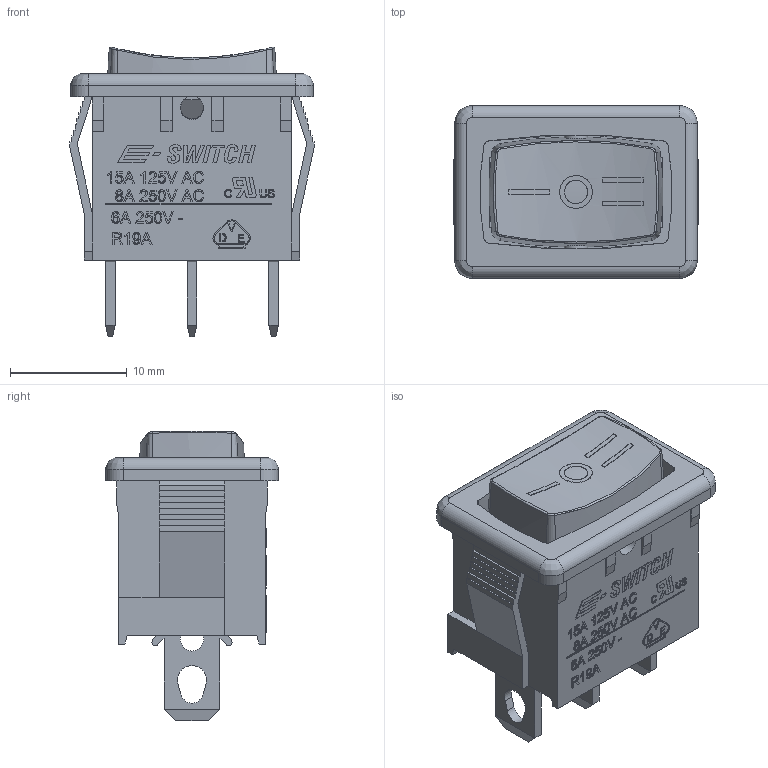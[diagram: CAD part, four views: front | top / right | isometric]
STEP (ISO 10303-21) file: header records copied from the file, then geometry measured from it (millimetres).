
FILE_DESCRIPTION((' '),'2;1');
FILE_NAME('R1966DxxxxxxCF.stp','2017-07-26T11:25:57',(' '),(' '),' ','ACIS',' ');
FILE_SCHEMA(('CONFIG_CONTROL_DESIGN'));
Length unit declared in the file: inch
Products named in the file (1): R1966DxxxxxxCF.stp
Bounding box: 20.94 x 14.8 x 24.87 mm (x, y, z)
Volume: 2245.1 mm3; surface area: 3386.4 mm2
Topology: 1 solids, 1 shells, 927 faces, 2465 edges, 1612 vertices
Faces by surface type: plane 564, bspline 295, cylinder 60, cone 8
Full cylindrical faces by diameter (mm): 2 x8, 2.8 x1
Entity records: 31152 total; most frequent: CARTESIAN_POINT 9948, ORIENTED_EDGE 4912, DIRECTION 3269, EDGE_CURVE 2456, VECTOR 1699, LINE 1699, VERTEX_POINT 1610, EDGE_LOOP 1028
